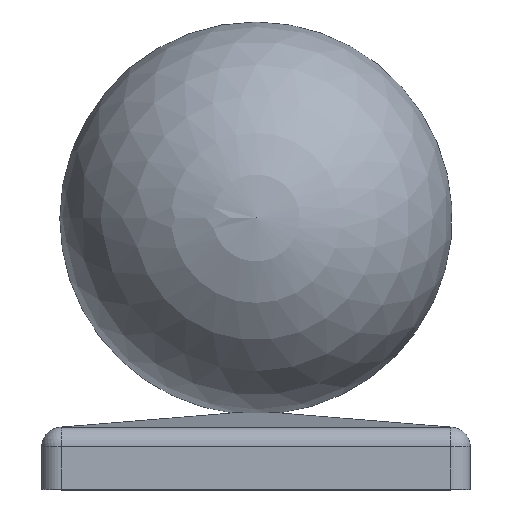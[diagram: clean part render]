
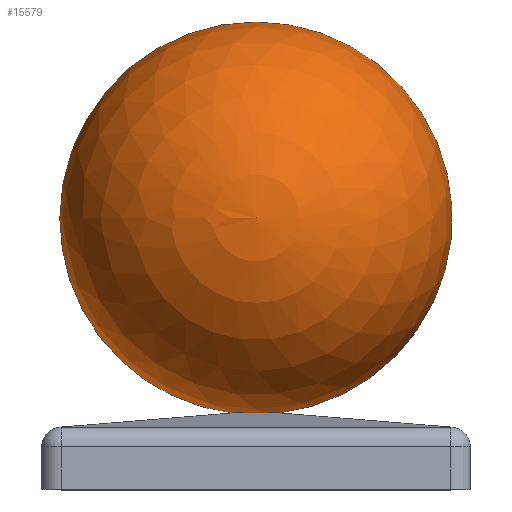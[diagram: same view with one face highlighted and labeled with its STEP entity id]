
A CAD part, top view. The second image highlights one B-rep face of the part: STEP entity #15579.
In plain terms, the highlighted spherical face has radius 30 mm.
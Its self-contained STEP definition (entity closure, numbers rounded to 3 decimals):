
#287 = CIRCLE ( 'NONE', #14106, 6.039 ) ;
#475 = CIRCLE ( 'NONE', #10553, 30. ) ;
#533 = EDGE_CURVE ( 'NONE', #15015, #6123, #5484, .T. ) ;
#656 = EDGE_CURVE ( 'NONE', #10926, #10083, #287, .T. ) ;
#815 = CARTESIAN_POINT ( 'NONE',  ( 2.681, 11.764, 2.932 ) ) ;
#995 = AXIS2_PLACEMENT_3D ( 'NONE', #2175, #4766, #16463 ) ;
#1561 = DIRECTION ( 'NONE',  ( 0., 0., -1. ) ) ;
#1639 = EDGE_CURVE ( 'NONE', #4039, #4356, #10734, .T. ) ;
#1672 = CARTESIAN_POINT ( 'NONE',  ( -2.461, 12.217, 0. ) ) ;
#2051 = CARTESIAN_POINT ( 'NONE',  ( 2.681, 11.764, 2.932 ) ) ;
#2175 = CARTESIAN_POINT ( 'NONE',  ( 0., 41.5, 0. ) ) ;
#2496 = ORIENTED_EDGE ( 'NONE', *, *, #15715, .F. ) ;
#2822 = ORIENTED_EDGE ( 'NONE', *, *, #13382, .F. ) ;
#2864 = CARTESIAN_POINT ( 'NONE',  ( -2.932, 11.764, 2.681 ) ) ;
#2968 = AXIS2_PLACEMENT_3D ( 'NONE', #6957, #4079, #4311 ) ;
#3156 = DIRECTION ( 'NONE',  ( 0.996, -0.084, 0. ) ) ;
#3498 = CARTESIAN_POINT ( 'NONE',  ( -2.932, 11.764, 2.681 ) ) ;
#3913 = ORIENTED_EDGE ( 'NONE', *, *, #14170, .T. ) ;
#4039 = VERTEX_POINT ( 'NONE', #3498 ) ;
#4079 = DIRECTION ( 'NONE',  ( 0.084, -0.996, 0. ) ) ;
#4311 = DIRECTION ( 'NONE',  ( -0.996, -0.084, 0. ) ) ;
#4333 = VERTEX_POINT ( 'NONE', #12444 ) ;
#4356 = VERTEX_POINT ( 'NONE', #5784 ) ;
#4766 = DIRECTION ( 'NONE',  ( 0., 0., 1. ) ) ;
#4804 = B_SPLINE_CURVE_WITH_KNOTS ( 'NONE', 3,
 ( #14149, #5347, #6799, #13369, #12119, #2864 ),
 .UNSPECIFIED., .F., .F.,
 ( 4, 2, 4 ),
 ( 0.003, 0.003, 0.003 ),
 .UNSPECIFIED. ) ;
#4891 = DIRECTION ( 'NONE',  ( 0., 0.996, 0.084 ) ) ;
#5347 = CARTESIAN_POINT ( 'NONE',  ( -2.735, 11.766, 2.905 ) ) ;
#5484 = CIRCLE ( 'NONE', #9273, 6.039 ) ;
#5545 = CARTESIAN_POINT ( 'NONE',  ( 3.557, 11.712, 0. ) ) ;
#5784 = CARTESIAN_POINT ( 'NONE',  ( -3.557, 11.712, 0. ) ) ;
#5829 = AXIS2_PLACEMENT_3D ( 'NONE', #8875, #10119, #15389 ) ;
#5974 = SPHERICAL_SURFACE ( 'NONE', #995, 30. ) ;
#6123 = VERTEX_POINT ( 'NONE', #5545 ) ;
#6137 = EDGE_LOOP ( 'NONE', ( #8362, #3913, #2822, #16716, #2496, #12907, #16361 ) ) ;
#6799 = CARTESIAN_POINT ( 'NONE',  ( -2.785, 11.768, 2.87 ) ) ;
#6957 = CARTESIAN_POINT ( 'NONE',  ( 2.461, 12.217, 0. ) ) ;
#7988 = EDGE_CURVE ( 'NONE', #15015, #10083, #16590, .T. ) ;
#8303 = DIRECTION ( 'NONE',  ( 0.084, 0.996, 0. ) ) ;
#8362 = ORIENTED_EDGE ( 'NONE', *, *, #533, .T. ) ;
#8508 = CARTESIAN_POINT ( 'NONE',  ( 2.932, 11.764, 2.681 ) ) ;
#8875 = CARTESIAN_POINT ( 'NONE',  ( 0., 41.5, 0. ) ) ;
#9273 = AXIS2_PLACEMENT_3D ( 'NONE', #1672, #8303, #3156 ) ;
#9971 = CARTESIAN_POINT ( 'NONE',  ( 2.785, 11.768, 2.87 ) ) ;
#10083 = VERTEX_POINT ( 'NONE', #2051 ) ;
#10119 = DIRECTION ( 'NONE',  ( 0., 0., 1. ) ) ;
#10553 = AXIS2_PLACEMENT_3D ( 'NONE', #16017, #1561, #15843 ) ;
#10734 = CIRCLE ( 'NONE', #2968, 6.039 ) ;
#10926 = VERTEX_POINT ( 'NONE', #12393 ) ;
#11108 = CARTESIAN_POINT ( 'NONE',  ( 2.905, 11.766, 2.735 ) ) ;
#11224 = CARTESIAN_POINT ( 'NONE',  ( 2.735, 11.766, 2.905 ) ) ;
#11740 = CARTESIAN_POINT ( 'NONE',  ( 2.932, 11.764, 2.681 ) ) ;
#12119 = CARTESIAN_POINT ( 'NONE',  ( -2.905, 11.766, 2.735 ) ) ;
#12393 = CARTESIAN_POINT ( 'NONE',  ( -2.681, 11.764, 2.932 ) ) ;
#12404 = CARTESIAN_POINT ( 'NONE',  ( 0., 12.217, -2.461 ) ) ;
#12438 = CARTESIAN_POINT ( 'NONE',  ( 2.87, 11.768, 2.785 ) ) ;
#12444 = CARTESIAN_POINT ( 'NONE',  ( 0., 71.5, 0. ) ) ;
#12907 = ORIENTED_EDGE ( 'NONE', *, *, #656, .T. ) ;
#13165 = CIRCLE ( 'NONE', #5829, 30. ) ;
#13369 = CARTESIAN_POINT ( 'NONE',  ( -2.87, 11.768, 2.785 ) ) ;
#13382 = EDGE_CURVE ( 'NONE', #4356, #4333, #475, .T. ) ;
#14106 = AXIS2_PLACEMENT_3D ( 'NONE', #12404, #4891, #15428 ) ;
#14149 = CARTESIAN_POINT ( 'NONE',  ( -2.681, 11.764, 2.932 ) ) ;
#14170 = EDGE_CURVE ( 'NONE', #6123, #4333, #13165, .T. ) ;
#15015 = VERTEX_POINT ( 'NONE', #11740 ) ;
#15389 = DIRECTION ( 'NONE',  ( 1., 0., 0. ) ) ;
#15428 = DIRECTION ( 'NONE',  ( 0., 0.084, -0.996 ) ) ;
#15579 = ADVANCED_FACE ( 'NONE', ( #16648 ), #5974, .T. ) ;
#15715 = EDGE_CURVE ( 'NONE', #10926, #4039, #4804, .T. ) ;
#15843 = DIRECTION ( 'NONE',  ( -1., 0., 0. ) ) ;
#16017 = CARTESIAN_POINT ( 'NONE',  ( 0., 41.5, 0. ) ) ;
#16361 = ORIENTED_EDGE ( 'NONE', *, *, #7988, .F. ) ;
#16463 = DIRECTION ( 'NONE',  ( -1., 0., 0. ) ) ;
#16590 = B_SPLINE_CURVE_WITH_KNOTS ( 'NONE', 3,
 ( #8508, #11108, #12438, #9971, #11224, #815 ),
 .UNSPECIFIED., .F., .F.,
 ( 4, 2, 4 ),
 ( 0.003, 0.003, 0.003 ),
 .UNSPECIFIED. ) ;
#16648 = FACE_OUTER_BOUND ( 'NONE', #6137, .T. ) ;
#16716 = ORIENTED_EDGE ( 'NONE', *, *, #1639, .F. ) ;
